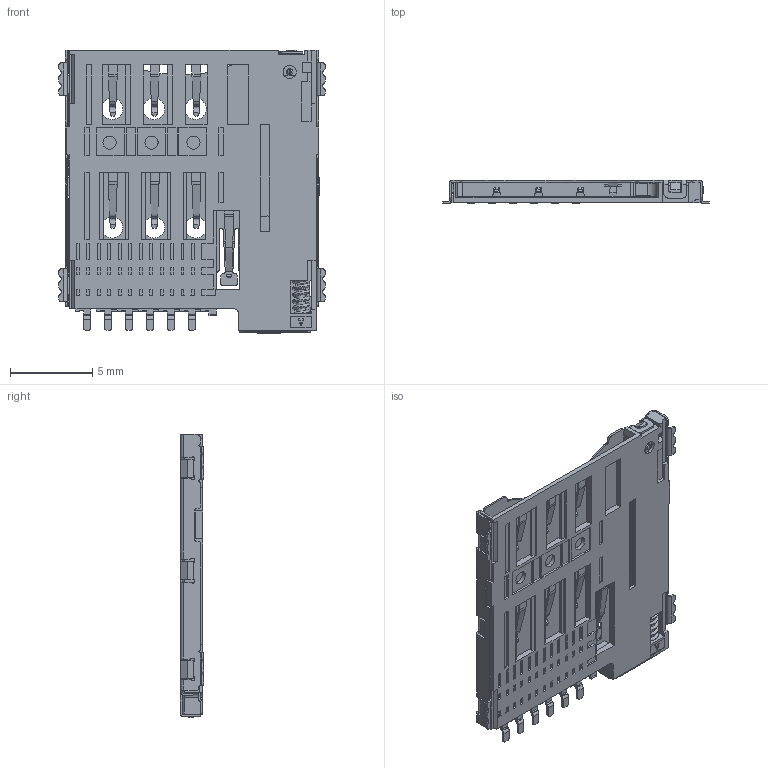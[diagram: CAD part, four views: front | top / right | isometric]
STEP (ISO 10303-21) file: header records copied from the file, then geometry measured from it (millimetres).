
FILE_DESCRIPTION((''),'2;1');
FILE_NAME('M-SIM1_35-P-P-YCD_YSP-20201028T_ASM','2021-01-20T',('Administrator'),(''),'CREO PARAMETRIC BY PTC INC, 2016130','CREO PARAMETRIC BY PTC INC, 2016130','');
FILE_SCHEMA(('CONFIG_CONTROL_DESIGN'));
Products named in the file (3): MSBR-1_AF0; _M-SIM1_35-P-P-YCD_YSP-20201028; M-SIM1_35-P-P-YCD_YSP-20201028T_ASM
Assembly tree (2 placements, depth 2):
  M-SIM1_35-P-P-YCD_YSP-20201028T_ASM
    MSBR-1_AF0
    _M-SIM1_35-P-P-YCD_YSP-20201028
Bounding box: 16.18 x 1.43 x 17.2 mm (x, y, z)
Volume: 126 mm3; surface area: 1187.6 mm2
Topology: 10 solids, 13 shells, 1689 faces, 4721 edges, 3058 vertices
Faces by surface type: plane 1136, cylinder 464, bspline 65, torus 10, cone 8, extrusion 3, revolution 3
Entity records: 62816 total; most frequent: CARTESIAN_POINT 19475, ORIENTED_EDGE 9418, DIRECTION 8426, EDGE_CURVE 4709, VECTOR 3361, LINE 3358, VERTEX_POINT 3058, AXIS2_PLACEMENT_3D 2531
